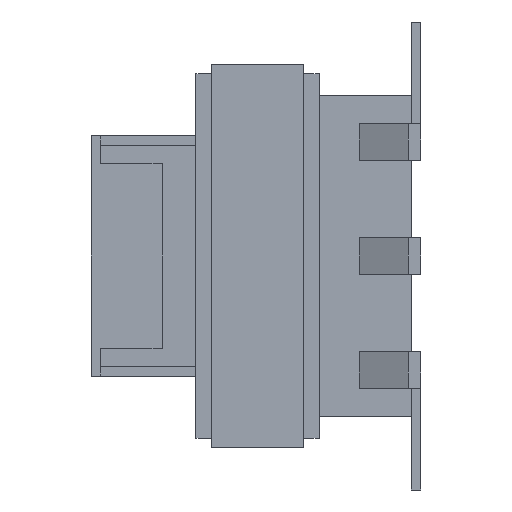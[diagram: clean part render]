
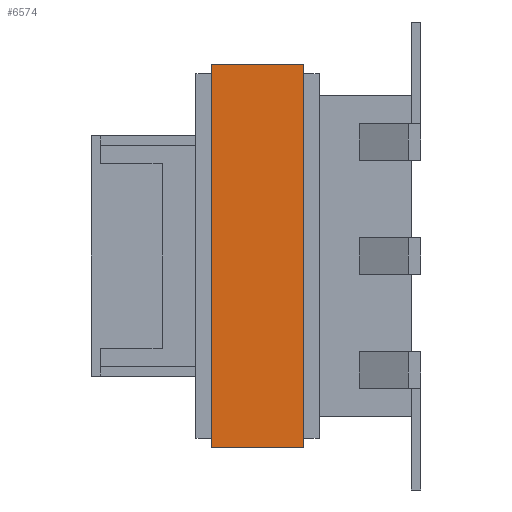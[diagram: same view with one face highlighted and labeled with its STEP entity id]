
A CAD part, left-side view. The second image highlights one B-rep face of the part: STEP entity #6574.
In plain terms, the highlighted planar face has unit normal (-1, 0, 0).
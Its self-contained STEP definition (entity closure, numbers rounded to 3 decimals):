
#442 = PLANE ( 'NONE',  #5945 ) ;
#696 = ORIENTED_EDGE ( 'NONE', *, *, #10323, .F. ) ;
#911 = VECTOR ( 'NONE', #3642, 1000. ) ;
#1076 = VERTEX_POINT ( 'NONE', #7328 ) ;
#1418 = CARTESIAN_POINT ( 'NONE',  ( -2.985, 1.75, 3.11 ) ) ;
#1966 = LINE ( 'NONE', #10224, #911 ) ;
#2311 = DIRECTION ( 'NONE',  ( 0., 1., 0. ) ) ;
#3267 = DIRECTION ( 'NONE',  ( 0., 0., -1. ) ) ;
#3551 = VERTEX_POINT ( 'NONE', #8769 ) ;
#3642 = DIRECTION ( 'NONE',  ( 0., 0., -1. ) ) ;
#4299 = CARTESIAN_POINT ( 'NONE',  ( -2.985, 1.75, -3.11 ) ) ;
#5377 = VECTOR ( 'NONE', #2311, 1000. ) ;
#5945 = AXIS2_PLACEMENT_3D ( 'NONE', #6042, #6140, #6815 ) ;
#6042 = CARTESIAN_POINT ( 'NONE',  ( -2.985, 1.75, 3.11 ) ) ;
#6084 = VERTEX_POINT ( 'NONE', #1418 ) ;
#6140 = DIRECTION ( 'NONE',  ( 1., 0., 0. ) ) ;
#6209 = ORIENTED_EDGE ( 'NONE', *, *, #8513, .F. ) ;
#6267 = FACE_OUTER_BOUND ( 'NONE', #7318, .T. ) ;
#6338 = EDGE_CURVE ( 'NONE', #3551, #6084, #7032, .T. ) ;
#6574 = ADVANCED_FACE ( 'NONE', ( #6267 ), #442, .F. ) ;
#6815 = DIRECTION ( 'NONE',  ( 0., 0., -1. ) ) ;
#7032 = LINE ( 'NONE', #9776, #9038 ) ;
#7318 = EDGE_LOOP ( 'NONE', ( #696, #6209, #9840, #9066 ) ) ;
#7328 = CARTESIAN_POINT ( 'NONE',  ( -2.985, 3.25, -3.11 ) ) ;
#7406 = CARTESIAN_POINT ( 'NONE',  ( -2.985, 1.75, 3.11 ) ) ;
#7474 = CARTESIAN_POINT ( 'NONE',  ( -2.985, 0., -3.11 ) ) ;
#7563 = VERTEX_POINT ( 'NONE', #4299 ) ;
#7814 = LINE ( 'NONE', #7474, #5377 ) ;
#8076 = DIRECTION ( 'NONE',  ( 0., -1., 0. ) ) ;
#8513 = EDGE_CURVE ( 'NONE', #6084, #7563, #10005, .T. ) ;
#8553 = VECTOR ( 'NONE', #3267, 1000. ) ;
#8769 = CARTESIAN_POINT ( 'NONE',  ( -2.985, 3.25, 3.11 ) ) ;
#8824 = EDGE_CURVE ( 'NONE', #3551, #1076, #1966, .T. ) ;
#9038 = VECTOR ( 'NONE', #8076, 1000. ) ;
#9066 = ORIENTED_EDGE ( 'NONE', *, *, #8824, .T. ) ;
#9776 = CARTESIAN_POINT ( 'NONE',  ( -2.985, 1.75, 3.11 ) ) ;
#9840 = ORIENTED_EDGE ( 'NONE', *, *, #6338, .F. ) ;
#10005 = LINE ( 'NONE', #7406, #8553 ) ;
#10224 = CARTESIAN_POINT ( 'NONE',  ( -2.985, 3.25, 3.11 ) ) ;
#10323 = EDGE_CURVE ( 'NONE', #7563, #1076, #7814, .T. ) ;
